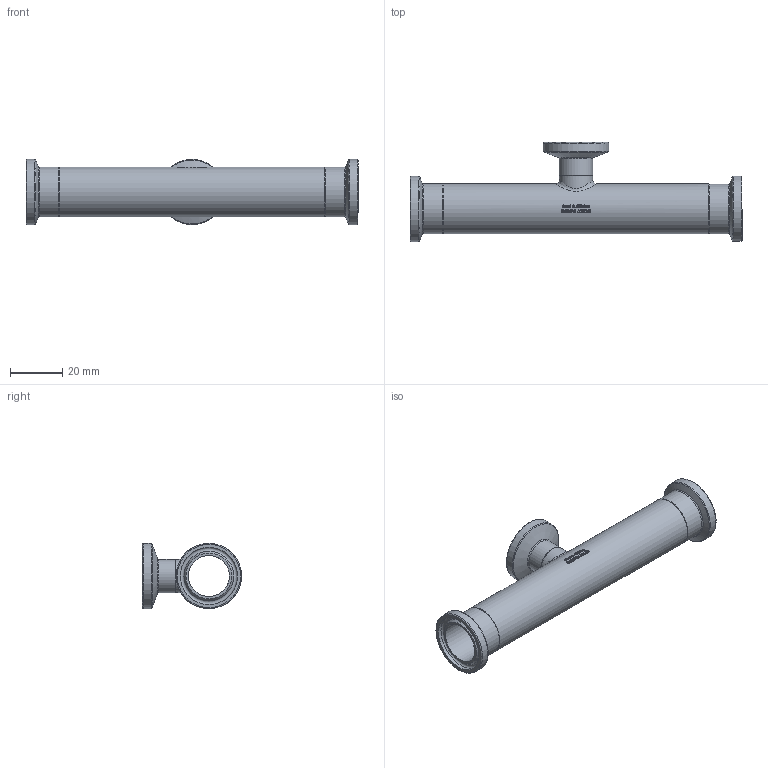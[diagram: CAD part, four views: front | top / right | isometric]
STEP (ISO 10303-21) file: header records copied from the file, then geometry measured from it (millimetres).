
FILE_DESCRIPTION(/* description */ (''),/* implementation_level */ '2;1');
FILE_NAME(/* name */ 'S7RMPS-.75X.50.stp',/* time_stamp */ '2018-11-30T09:08:55-05:00',/* author */ ('ken'),/* organization */ (''),/* preprocessor_version */ 'ST-DEVELOPER v15.2',/* originating_system */ 'Autodesk Inventor 2014',/* authorisation */ '');
FILE_SCHEMA (('AUTOMOTIVE_DESIGN { 1 0 10303 214 3 1 1 }'));
Length unit declared in the file: inch
Products named in the file (1): S7RMPS-.75X.50
Bounding box: 127 x 37.9 x 24.99 mm (x, y, z)
Volume: 14761.3 mm3; surface area: 17169 mm2
Topology: 1 solids, 1 shells, 468 faces, 1228 edges, 810 vertices
Faces by surface type: bspline 205, plane 184, cylinder 55, torus 18, cone 6
Full cylindrical faces by diameter (mm): 9.398 x2, 12.7 x2, 15.748 x3, 19.05 x3, 21.895 x3, 24.994 x3
Entity records: 18170 total; most frequent: CARTESIAN_POINT 7897, ORIENTED_EDGE 2366, DIRECTION 1534, EDGE_CURVE 1183, VERTEX_POINT 806, EDGE_LOOP 561, LINE 538, VECTOR 538
